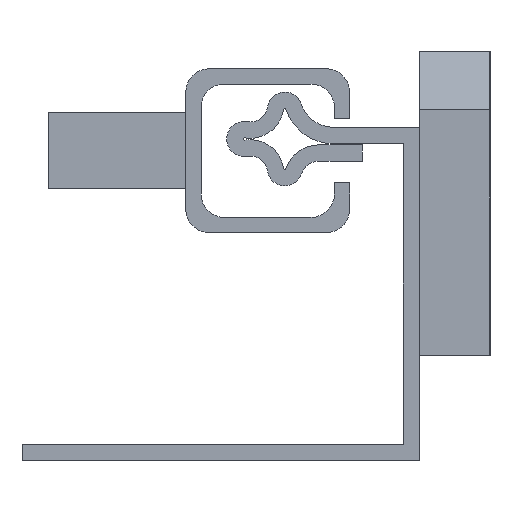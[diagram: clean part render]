
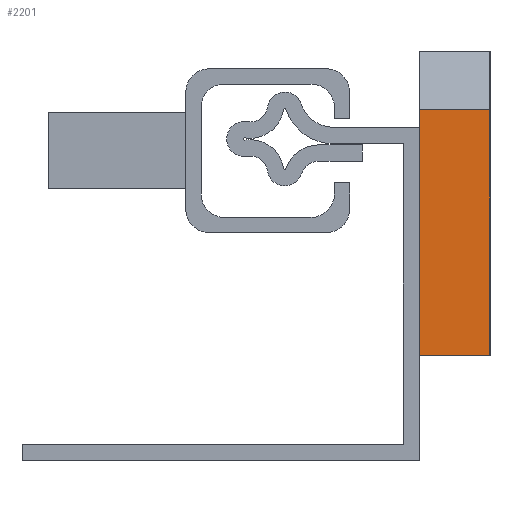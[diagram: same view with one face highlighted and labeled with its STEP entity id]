
A CAD part, left-side view. The second image highlights one B-rep face of the part: STEP entity #2201.
In plain terms, the highlighted planar face has unit normal (-1, 0, 0).
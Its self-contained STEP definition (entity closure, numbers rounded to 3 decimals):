
#263 = DIRECTION ( 'NONE',  ( 0., 0., -1. ) ) ;
#289 = CARTESIAN_POINT ( 'NONE',  ( -87., 13., 6. ) ) ;
#407 = CARTESIAN_POINT ( 'NONE',  ( -87., -8., 0. ) ) ;
#481 = EDGE_CURVE ( 'NONE', #2911, #4628, #1068, .T. ) ;
#511 = CARTESIAN_POINT ( 'NONE',  ( -87., 13., 6. ) ) ;
#905 = ORIENTED_EDGE ( 'NONE', *, *, #2178, .T. ) ;
#1039 = FACE_OUTER_BOUND ( 'NONE', #4120, .T. ) ;
#1068 = LINE ( 'NONE', #4050, #2160 ) ;
#1131 = CARTESIAN_POINT ( 'NONE',  ( -87., 13., 6. ) ) ;
#1201 = ORIENTED_EDGE ( 'NONE', *, *, #3351, .F. ) ;
#1299 = LINE ( 'NONE', #289, #3102 ) ;
#1485 = DIRECTION ( 'NONE',  ( 0., 0., -1. ) ) ;
#1633 = CARTESIAN_POINT ( 'NONE',  ( -87., -8., 6. ) ) ;
#2160 = VECTOR ( 'NONE', #2943, 1000. ) ;
#2178 = EDGE_CURVE ( 'NONE', #3946, #3069, #2422, .T. ) ;
#2201 = ADVANCED_FACE ( 'NONE', ( #1039 ), #2476, .F. ) ;
#2383 = VECTOR ( 'NONE', #3861, 1000. ) ;
#2422 = LINE ( 'NONE', #3159, #2383 ) ;
#2472 = CARTESIAN_POINT ( 'NONE',  ( -87., 13., 0. ) ) ;
#2476 = PLANE ( 'NONE',  #2993 ) ;
#2910 = ORIENTED_EDGE ( 'NONE', *, *, #481, .F. ) ;
#2911 = VERTEX_POINT ( 'NONE', #511 ) ;
#2936 = EDGE_CURVE ( 'NONE', #2911, #3946, #1299, .T. ) ;
#2943 = DIRECTION ( 'NONE',  ( 0., -1., 0. ) ) ;
#2993 = AXIS2_PLACEMENT_3D ( 'NONE', #1131, #3256, #1485 ) ;
#3069 = VERTEX_POINT ( 'NONE', #407 ) ;
#3102 = VECTOR ( 'NONE', #263, 1000. ) ;
#3159 = CARTESIAN_POINT ( 'NONE',  ( -87., 13., 0. ) ) ;
#3239 = CARTESIAN_POINT ( 'NONE',  ( -87., -8., 6. ) ) ;
#3256 = DIRECTION ( 'NONE',  ( 1., 0., 0. ) ) ;
#3273 = ORIENTED_EDGE ( 'NONE', *, *, #2936, .T. ) ;
#3351 = EDGE_CURVE ( 'NONE', #4628, #3069, #4270, .T. ) ;
#3850 = VECTOR ( 'NONE', #4242, 1000. ) ;
#3861 = DIRECTION ( 'NONE',  ( 0., -1., 0. ) ) ;
#3946 = VERTEX_POINT ( 'NONE', #2472 ) ;
#4050 = CARTESIAN_POINT ( 'NONE',  ( -87., 13., 6. ) ) ;
#4120 = EDGE_LOOP ( 'NONE', ( #905, #1201, #2910, #3273 ) ) ;
#4242 = DIRECTION ( 'NONE',  ( 0., 0., -1. ) ) ;
#4270 = LINE ( 'NONE', #3239, #3850 ) ;
#4628 = VERTEX_POINT ( 'NONE', #1633 ) ;
